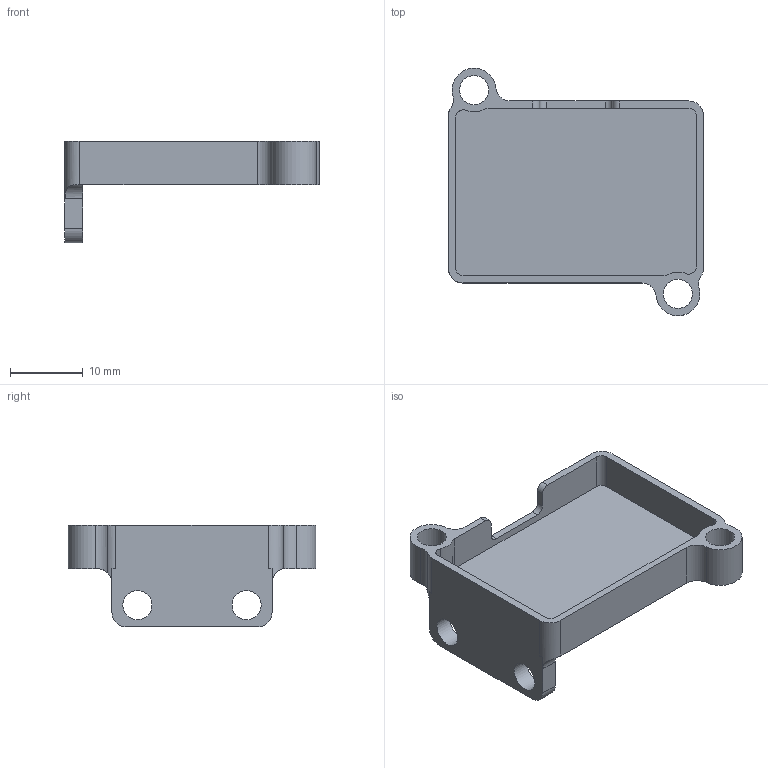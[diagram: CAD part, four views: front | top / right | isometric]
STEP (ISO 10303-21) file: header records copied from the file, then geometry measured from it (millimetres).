
FILE_DESCRIPTION(/* description */ (''),/* implementation_level */ '2;1');
FILE_NAME(/* name */ 'JB_EEPlate.stp',/* time_stamp */ '2023-04-16T23:23:45-04:00',/* author */ (''),/* organization */ (''),/* preprocessor_version */ 'ST-DEVELOPER v18.102',/* originating_system */ 'SIEMENS PLM Software NX2206.6002',/* authorisation */ '');
FILE_SCHEMA (('AUTOMOTIVE_DESIGN { 1 0 10303 214 3 1 1 1 }'));
Length unit declared in the file: millimetre
Products named in the file (1): JB_EEPlate
Bounding box: 35 x 33.98 x 14 mm (x, y, z)
Volume: 1926.7 mm3; surface area: 3585.2 mm2
Topology: 1 solids, 1 shells, 51 faces, 147 edges, 97 vertices
Faces by surface type: cylinder 30, plane 20, bspline 1
Full cylindrical faces by diameter (mm): 4 x4
Entity records: 1761 total; most frequent: CARTESIAN_POINT 358, DIRECTION 298, ORIENTED_EDGE 284, EDGE_CURVE 142, AXIS2_PLACEMENT_3D 110, VERTEX_POINT 96, LINE 78, VECTOR 78
